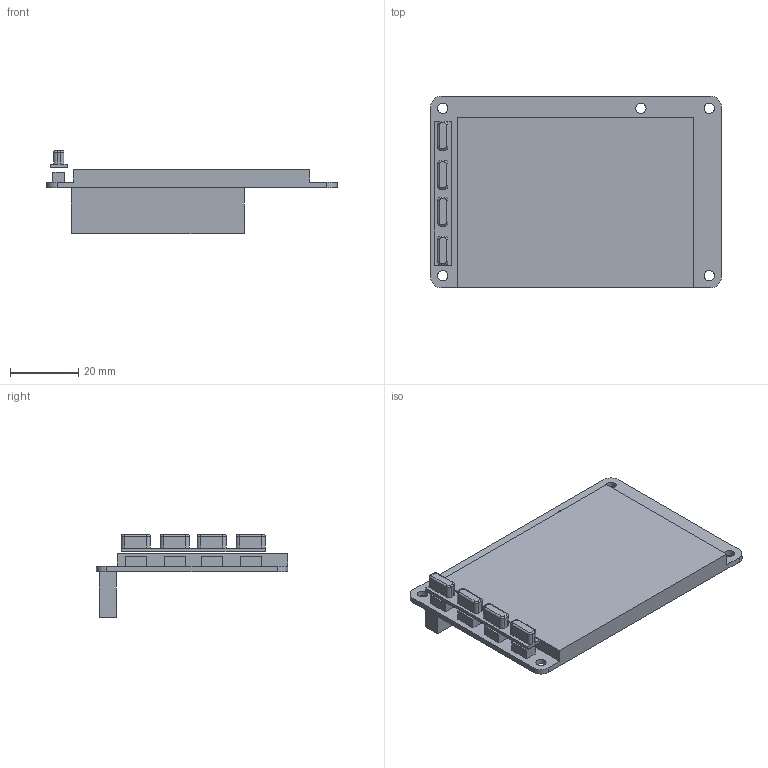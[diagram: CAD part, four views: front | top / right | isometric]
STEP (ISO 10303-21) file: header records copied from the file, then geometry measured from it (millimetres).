
FILE_DESCRIPTION(/* description */ (''),/* implementation_level */ '2;1');
FILE_NAME(/* name */ '2423 PiTFT 2.8.step',/* time_stamp */ '2018-07-07T16:43:17-04:00',/* author */ ('Adafruit'),/* organization */ (''),/* preprocessor_version */ 'ST-DEVELOPER v17',/* originating_system */ 'Autodesk Translation Framework v7.1.0.215',/* authorisation */ '');
FILE_SCHEMA (('AUTOMOTIVE_DESIGN { 1 0 10303 214 3 1 1 }'));
Length unit declared in the file: millimetre
Products named in the file (1): PiTFT 2.8
Bounding box: 85 x 56 x 24.3 mm (x, y, z)
Volume: 24920 mm3; surface area: 13417.9 mm2
Topology: 2 solids, 2 shells, 116 faces, 285 edges, 180 vertices
Faces by surface type: plane 59, cylinder 41, bspline 16
Full cylindrical faces by diameter (mm): 3 x5
Entity records: 3524 total; most frequent: CARTESIAN_POINT 710, DIRECTION 586, ORIENTED_EDGE 570, EDGE_CURVE 285, AXIS2_PLACEMENT_3D 200, LINE 186, VECTOR 186, VERTEX_POINT 180
